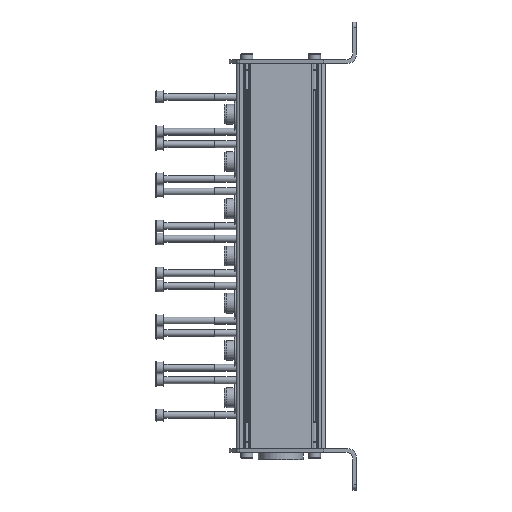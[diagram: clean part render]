
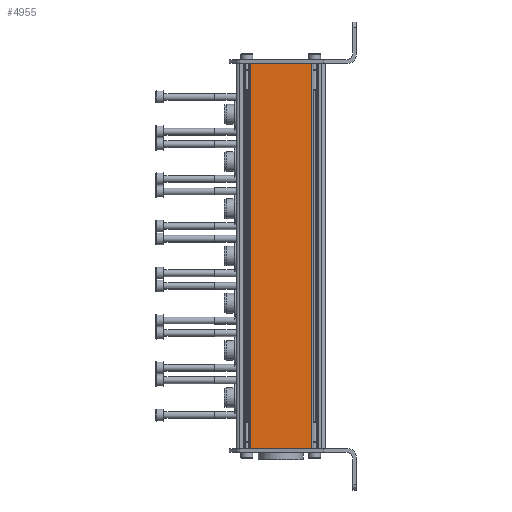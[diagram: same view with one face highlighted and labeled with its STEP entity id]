
A CAD part, left-side view. The second image highlights one B-rep face of the part: STEP entity #4955.
In plain terms, the highlighted planar face has unit normal (-1, 0, 0).
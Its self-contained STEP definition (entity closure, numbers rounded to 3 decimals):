
#360=LINE('',#8138,#684);
#361=LINE('',#8140,#685);
#362=LINE('',#8142,#686);
#363=LINE('',#8144,#687);
#684=VECTOR('',#6376,1000.);
#685=VECTOR('',#6379,1000.);
#686=VECTOR('',#6380,1000.);
#687=VECTOR('',#6381,1000.);
#912=PLANE('',#5433);
#1613=ORIENTED_EDGE('',*,*,#2864,.F.);
#1614=ORIENTED_EDGE('',*,*,#2863,.F.);
#1615=ORIENTED_EDGE('',*,*,#2865,.T.);
#1616=ORIENTED_EDGE('',*,*,#2866,.T.);
#2863=EDGE_CURVE('',#3456,#3455,#360,.T.);
#2864=EDGE_CURVE('',#3455,#3457,#361,.T.);
#2865=EDGE_CURVE('',#3456,#3458,#362,.T.);
#2866=EDGE_CURVE('',#3458,#3457,#363,.T.);
#3455=VERTEX_POINT('',#8135);
#3456=VERTEX_POINT('',#8137);
#3457=VERTEX_POINT('',#8141);
#3458=VERTEX_POINT('',#8143);
#3909=EDGE_LOOP('',(#1613,#1614,#1615,#1616));
#4375=FACE_BOUND('',#3909,.T.);
#4955=ADVANCED_FACE('',(#4375),#912,.T.);
#5433=AXIS2_PLACEMENT_3D('',#8139,#6377,#6378);
#6376=DIRECTION('',(0.,0.,1.));
#6377=DIRECTION('',(-1.,0.,0.));
#6378=DIRECTION('',(0.,0.,1.));
#6379=DIRECTION('',(0.,-1.,0.));
#6380=DIRECTION('',(0.,-1.,0.));
#6381=DIRECTION('',(0.,0.,1.));
#8135=CARTESIAN_POINT('',(-14.35,17.679,0.));
#8137=CARTESIAN_POINT('',(-14.35,17.679,-224.5));
#8138=CARTESIAN_POINT('',(-14.35,17.679,-224.5));
#8139=CARTESIAN_POINT('',(-14.35,17.679,-224.5));
#8140=CARTESIAN_POINT('',(-14.35,17.679,0.));
#8141=CARTESIAN_POINT('',(-14.35,-17.679,0.));
#8142=CARTESIAN_POINT('',(-14.35,17.679,-224.5));
#8143=CARTESIAN_POINT('',(-14.35,-17.679,-224.5));
#8144=CARTESIAN_POINT('',(-14.35,-17.679,-224.5));
